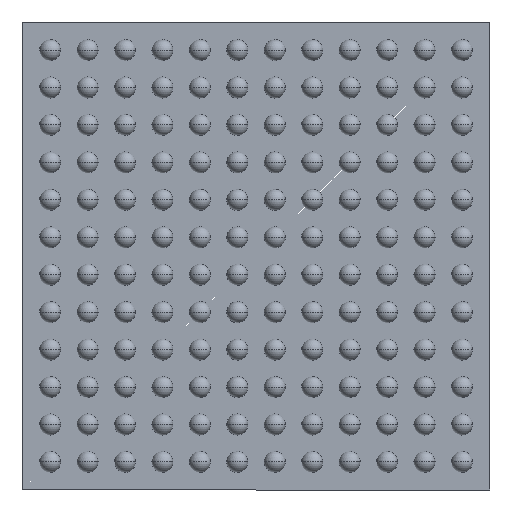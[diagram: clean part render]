
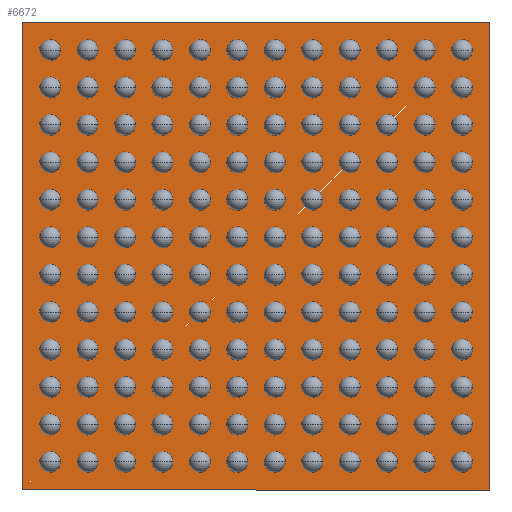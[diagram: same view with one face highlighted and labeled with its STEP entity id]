
A CAD part, front view. The second image highlights one B-rep face of the part: STEP entity #6672.
In plain terms, the highlighted planar face has unit normal (0, -1, 0).
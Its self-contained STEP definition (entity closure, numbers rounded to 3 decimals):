
#72 = ORIENTED_EDGE ( 'NONE', *, *, #2843, .T. ) ;
#113 = ORIENTED_EDGE ( 'NONE', *, *, #4324, .T. ) ;
#417 = DIRECTION ( 'NONE',  ( -1., 0., 0. ) ) ;
#825 = EDGE_CURVE ( 'NONE', #7937, #5474, #2527, .T. ) ;
#1652 = CARTESIAN_POINT ( 'NONE',  ( -5., 0.32, -5. ) ) ;
#1820 = VECTOR ( 'NONE', #3163, 1000. ) ;
#1900 = DIRECTION ( 'NONE',  ( 0., 1., 0. ) ) ;
#1939 = PLANE ( 'NONE',  #5668 ) ;
#2005 = LINE ( 'NONE', #5822, #4102 ) ;
#2527 = LINE ( 'NONE', #4909, #6264 ) ;
#2661 = CARTESIAN_POINT ( 'NONE',  ( -5., 0.32, 5. ) ) ;
#2843 = EDGE_CURVE ( 'NONE', #8012, #3296, #5348, .T. ) ;
#3163 = DIRECTION ( 'NONE',  ( 0., 0., 1. ) ) ;
#3296 = VERTEX_POINT ( 'NONE', #10277 ) ;
#3352 = EDGE_CURVE ( 'NONE', #5474, #8012, #2005, .T. ) ;
#4102 = VECTOR ( 'NONE', #8574, 1000. ) ;
#4324 = EDGE_CURVE ( 'NONE', #3296, #7937, #8940, .T. ) ;
#4864 = CARTESIAN_POINT ( 'NONE',  ( 5., 0.32, 5. ) ) ;
#4909 = CARTESIAN_POINT ( 'NONE',  ( 5., 0.32, 5. ) ) ;
#5348 = LINE ( 'NONE', #5756, #9436 ) ;
#5474 = VERTEX_POINT ( 'NONE', #2661 ) ;
#5668 = AXIS2_PLACEMENT_3D ( 'NONE', #10007, #1900, #9117 ) ;
#5756 = CARTESIAN_POINT ( 'NONE',  ( 5., 0.32, -5. ) ) ;
#5822 = CARTESIAN_POINT ( 'NONE',  ( -5., 0.32, 5. ) ) ;
#6264 = VECTOR ( 'NONE', #417, 1000. ) ;
#6672 = ADVANCED_FACE ( 'NONE', ( #7787 ), #1939, .F. ) ;
#7787 = FACE_OUTER_BOUND ( 'NONE', #11415, .T. ) ;
#7937 = VERTEX_POINT ( 'NONE', #11402 ) ;
#8012 = VERTEX_POINT ( 'NONE', #1652 ) ;
#8296 = ORIENTED_EDGE ( 'NONE', *, *, #825, .T. ) ;
#8574 = DIRECTION ( 'NONE',  ( 0., 0., -1. ) ) ;
#8940 = LINE ( 'NONE', #4864, #1820 ) ;
#9117 = DIRECTION ( 'NONE',  ( 0., 0., 1. ) ) ;
#9436 = VECTOR ( 'NONE', #9459, 1000. ) ;
#9459 = DIRECTION ( 'NONE',  ( 1., 0., 0. ) ) ;
#10003 = ORIENTED_EDGE ( 'NONE', *, *, #3352, .T. ) ;
#10007 = CARTESIAN_POINT ( 'NONE',  ( 0., 0.32, 0. ) ) ;
#10277 = CARTESIAN_POINT ( 'NONE',  ( 5., 0.32, -5. ) ) ;
#11402 = CARTESIAN_POINT ( 'NONE',  ( 5., 0.32, 5. ) ) ;
#11415 = EDGE_LOOP ( 'NONE', ( #10003, #72, #113, #8296 ) ) ;
